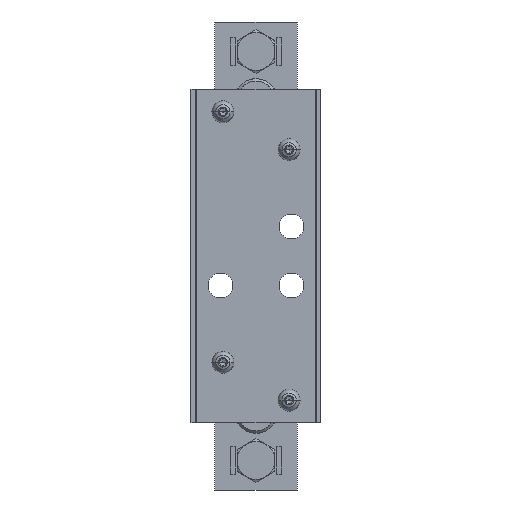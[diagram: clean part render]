
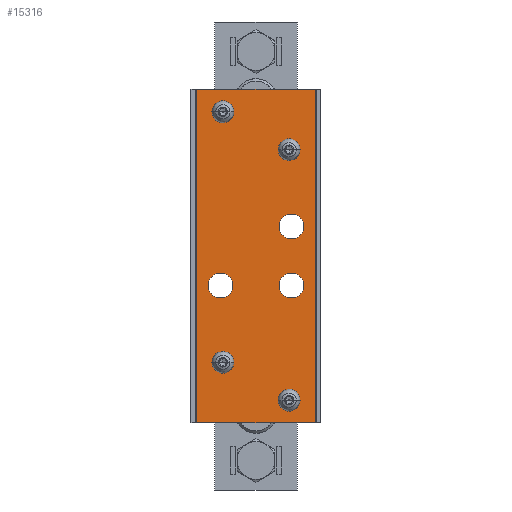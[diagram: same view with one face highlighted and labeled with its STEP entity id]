
A CAD part, front view. The second image highlights one B-rep face of the part: STEP entity #15316.
In plain terms, the highlighted planar face has unit normal (0, -1, 0).
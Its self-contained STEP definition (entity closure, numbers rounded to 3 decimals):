
#792=DIRECTION('',(0.,0.,1.));
#793=VECTOR('',#792,141.);
#794=CARTESIAN_POINT('',(-25.,0.,-70.5));
#795=LINE('',#794,#793);
#796=CARTESIAN_POINT('',(15.,0.,-12.5));
#797=DIRECTION('',(0.,1.,0.));
#798=DIRECTION('',(1.,0.,0.));
#799=AXIS2_PLACEMENT_3D('',#796,#797,#798);
#801=CARTESIAN_POINT('',(15.,0.,-12.5));
#802=DIRECTION('',(0.,1.,0.));
#803=DIRECTION('',(-1.,0.,0.));
#804=AXIS2_PLACEMENT_3D('',#801,#802,#803);
#806=CARTESIAN_POINT('',(-15.,0.,-12.5));
#807=DIRECTION('',(0.,1.,0.));
#808=DIRECTION('',(1.,0.,0.));
#809=AXIS2_PLACEMENT_3D('',#806,#807,#808);
#811=CARTESIAN_POINT('',(-15.,0.,-12.5));
#812=DIRECTION('',(0.,1.,0.));
#813=DIRECTION('',(-1.,0.,0.));
#814=AXIS2_PLACEMENT_3D('',#811,#812,#813);
#816=CARTESIAN_POINT('',(15.,0.,12.5));
#817=DIRECTION('',(0.,1.,0.));
#818=DIRECTION('',(1.,0.,0.));
#819=AXIS2_PLACEMENT_3D('',#816,#817,#818);
#821=CARTESIAN_POINT('',(15.,0.,12.5));
#822=DIRECTION('',(0.,1.,0.));
#823=DIRECTION('',(-1.,0.,0.));
#824=AXIS2_PLACEMENT_3D('',#821,#822,#823);
#826=CARTESIAN_POINT('',(-14.,0.,61.));
#827=DIRECTION('',(0.,1.,0.));
#828=DIRECTION('',(-1.,0.,0.));
#829=AXIS2_PLACEMENT_3D('',#826,#827,#828);
#831=CARTESIAN_POINT('',(-14.,0.,61.));
#832=DIRECTION('',(0.,1.,0.));
#833=DIRECTION('',(1.,0.,0.));
#834=AXIS2_PLACEMENT_3D('',#831,#832,#833);
#836=CARTESIAN_POINT('',(14.,0.,45.));
#837=DIRECTION('',(0.,1.,0.));
#838=DIRECTION('',(-1.,0.,0.));
#839=AXIS2_PLACEMENT_3D('',#836,#837,#838);
#841=CARTESIAN_POINT('',(14.,0.,45.));
#842=DIRECTION('',(0.,1.,0.));
#843=DIRECTION('',(1.,0.,0.));
#844=AXIS2_PLACEMENT_3D('',#841,#842,#843);
#846=CARTESIAN_POINT('',(-14.,0.,-45.));
#847=DIRECTION('',(0.,1.,0.));
#848=DIRECTION('',(-1.,0.,0.));
#849=AXIS2_PLACEMENT_3D('',#846,#847,#848);
#851=CARTESIAN_POINT('',(-14.,0.,-45.));
#852=DIRECTION('',(0.,1.,0.));
#853=DIRECTION('',(1.,0.,0.));
#854=AXIS2_PLACEMENT_3D('',#851,#852,#853);
#856=CARTESIAN_POINT('',(14.,0.,-61.));
#857=DIRECTION('',(0.,1.,0.));
#858=DIRECTION('',(-1.,0.,0.));
#859=AXIS2_PLACEMENT_3D('',#856,#857,#858);
#861=CARTESIAN_POINT('',(14.,0.,-61.));
#862=DIRECTION('',(0.,1.,0.));
#863=DIRECTION('',(1.,0.,0.));
#864=AXIS2_PLACEMENT_3D('',#861,#862,#863);
#896=DIRECTION('',(1.,0.,0.));
#897=VECTOR('',#896,50.);
#898=CARTESIAN_POINT('',(-25.,0.,-70.5));
#899=LINE('',#898,#897);
#1249=DIRECTION('',(1.,0.,0.));
#1250=VECTOR('',#1249,50.);
#1251=CARTESIAN_POINT('',(-25.,0.,70.5));
#1252=LINE('',#1251,#1250);
#10349=DIRECTION('',(0.,0.,1.));
#10350=VECTOR('',#10349,141.);
#10351=CARTESIAN_POINT('',(25.,0.,-70.5));
#10352=LINE('',#10351,#10350);
#12775=CARTESIAN_POINT('',(20.25,0.,-12.5));
#12776=VERTEX_POINT('',#12775);
#12777=CARTESIAN_POINT('',(9.75,0.,-12.5));
#12778=VERTEX_POINT('',#12777);
#12779=CARTESIAN_POINT('',(-9.75,0.,-12.5));
#12780=VERTEX_POINT('',#12779);
#12781=CARTESIAN_POINT('',(-20.25,0.,-12.5));
#12782=VERTEX_POINT('',#12781);
#12783=CARTESIAN_POINT('',(20.25,0.,12.5));
#12784=VERTEX_POINT('',#12783);
#12785=CARTESIAN_POINT('',(9.75,0.,12.5));
#12786=VERTEX_POINT('',#12785);
#12787=CARTESIAN_POINT('',(-25.,0.,-70.5));
#12788=VERTEX_POINT('',#12787);
#12789=CARTESIAN_POINT('',(25.,0.,-70.5));
#12790=VERTEX_POINT('',#12789);
#12803=CARTESIAN_POINT('',(-25.,0.,70.5));
#12804=VERTEX_POINT('',#12803);
#12805=CARTESIAN_POINT('',(25.,0.,70.5));
#12806=VERTEX_POINT('',#12805);
#14129=CARTESIAN_POINT('',(-18.65,0.,61.));
#14130=CARTESIAN_POINT('',(-9.35,0.,61.));
#14131=VERTEX_POINT('',#14129);
#14132=VERTEX_POINT('',#14130);
#14211=CARTESIAN_POINT('',(9.35,0.,45.));
#14212=CARTESIAN_POINT('',(18.65,0.,45.));
#14213=VERTEX_POINT('',#14211);
#14214=VERTEX_POINT('',#14212);
#14293=CARTESIAN_POINT('',(-18.65,0.,-45.));
#14294=CARTESIAN_POINT('',(-9.35,0.,-45.));
#14295=VERTEX_POINT('',#14293);
#14296=VERTEX_POINT('',#14294);
#14375=CARTESIAN_POINT('',(9.35,0.,-61.));
#14376=CARTESIAN_POINT('',(18.65,0.,-61.));
#14377=VERTEX_POINT('',#14375);
#14378=VERTEX_POINT('',#14376);
#15260=CARTESIAN_POINT('',(-25.,0.,-70.5));
#15261=DIRECTION('',(0.,-1.,0.));
#15262=DIRECTION('',(1.,0.,0.));
#15263=AXIS2_PLACEMENT_3D('',#15260,#15261,#15262);
#15264=PLANE('',#15263);
#15266=ORIENTED_EDGE('',*,*,#15265,.F.);
#15268=ORIENTED_EDGE('',*,*,#15267,.T.);
#15270=ORIENTED_EDGE('',*,*,#15269,.T.);
#15272=ORIENTED_EDGE('',*,*,#15271,.F.);
#15273=EDGE_LOOP('',(#15266,#15268,#15270,#15272));
#15274=FACE_OUTER_BOUND('',#15273,.F.);
#15276=ORIENTED_EDGE('',*,*,#15275,.F.);
#15278=ORIENTED_EDGE('',*,*,#15277,.F.);
#15279=EDGE_LOOP('',(#15276,#15278));
#15280=FACE_BOUND('',#15279,.F.);
#15282=ORIENTED_EDGE('',*,*,#15281,.F.);
#15284=ORIENTED_EDGE('',*,*,#15283,.F.);
#15285=EDGE_LOOP('',(#15282,#15284));
#15286=FACE_BOUND('',#15285,.F.);
#15288=ORIENTED_EDGE('',*,*,#15287,.F.);
#15290=ORIENTED_EDGE('',*,*,#15289,.F.);
#15291=EDGE_LOOP('',(#15288,#15290));
#15292=FACE_BOUND('',#15291,.F.);
#15294=ORIENTED_EDGE('',*,*,#15293,.F.);
#15296=ORIENTED_EDGE('',*,*,#15295,.F.);
#15297=EDGE_LOOP('',(#15294,#15296));
#15298=FACE_BOUND('',#15297,.F.);
#15300=ORIENTED_EDGE('',*,*,#15299,.F.);
#15302=ORIENTED_EDGE('',*,*,#15301,.F.);
#15303=EDGE_LOOP('',(#15300,#15302));
#15304=FACE_BOUND('',#15303,.F.);
#15306=ORIENTED_EDGE('',*,*,#15305,.F.);
#15308=ORIENTED_EDGE('',*,*,#15307,.F.);
#15309=EDGE_LOOP('',(#15306,#15308));
#15310=FACE_BOUND('',#15309,.F.);
#15312=ORIENTED_EDGE('',*,*,#15311,.F.);
#15313=ORIENTED_EDGE('',*,*,#15250,.F.);
#15314=EDGE_LOOP('',(#15312,#15313));
#15315=FACE_BOUND('',#15314,.F.);
#15316=ADVANCED_FACE('',(#15274,#15280,#15286,#15292,#15298,#15304,#15310,
#15315),#15264,.T.);
#800=CIRCLE('',#799,5.25);
#805=CIRCLE('',#804,5.25);
#810=CIRCLE('',#809,5.25);
#815=CIRCLE('',#814,5.25);
#820=CIRCLE('',#819,5.25);
#825=CIRCLE('',#824,5.25);
#830=CIRCLE('',#829,4.65);
#835=CIRCLE('',#834,4.65);
#840=CIRCLE('',#839,4.65);
#845=CIRCLE('',#844,4.65);
#850=CIRCLE('',#849,4.65);
#855=CIRCLE('',#854,4.65);
#860=CIRCLE('',#859,4.65);
#865=CIRCLE('',#864,4.65);
#15250=EDGE_CURVE('',#14378,#14377,#865,.T.);
#15265=EDGE_CURVE('',#12788,#12790,#899,.T.);
#15267=EDGE_CURVE('',#12788,#12804,#795,.T.);
#15269=EDGE_CURVE('',#12804,#12806,#1252,.T.);
#15271=EDGE_CURVE('',#12790,#12806,#10352,.T.);
#15275=EDGE_CURVE('',#12776,#12778,#800,.T.);
#15277=EDGE_CURVE('',#12778,#12776,#805,.T.);
#15281=EDGE_CURVE('',#12780,#12782,#810,.T.);
#15283=EDGE_CURVE('',#12782,#12780,#815,.T.);
#15287=EDGE_CURVE('',#12784,#12786,#820,.T.);
#15289=EDGE_CURVE('',#12786,#12784,#825,.T.);
#15293=EDGE_CURVE('',#14131,#14132,#830,.T.);
#15295=EDGE_CURVE('',#14132,#14131,#835,.T.);
#15299=EDGE_CURVE('',#14213,#14214,#840,.T.);
#15301=EDGE_CURVE('',#14214,#14213,#845,.T.);
#15305=EDGE_CURVE('',#14295,#14296,#850,.T.);
#15307=EDGE_CURVE('',#14296,#14295,#855,.T.);
#15311=EDGE_CURVE('',#14377,#14378,#860,.T.);
